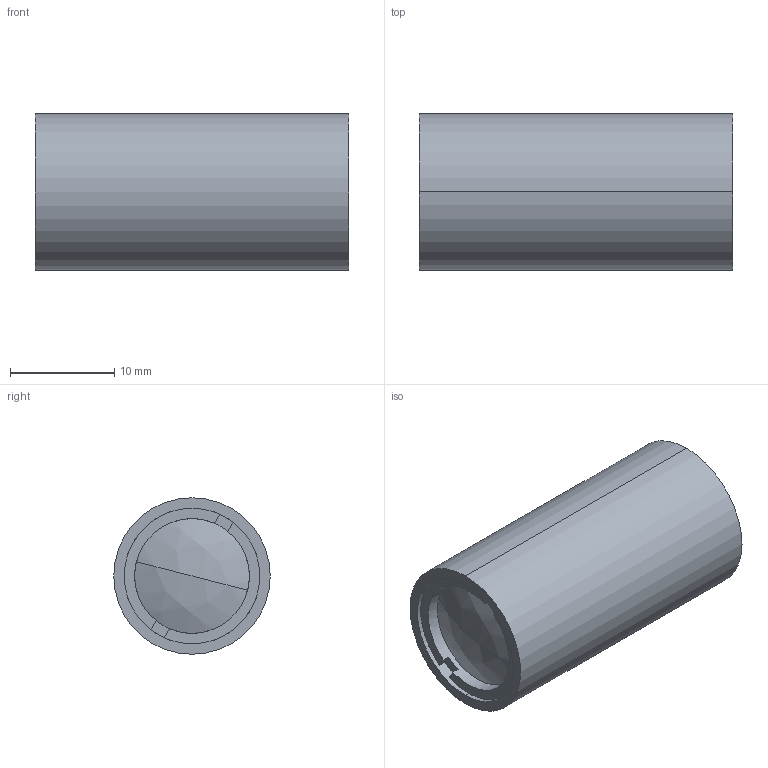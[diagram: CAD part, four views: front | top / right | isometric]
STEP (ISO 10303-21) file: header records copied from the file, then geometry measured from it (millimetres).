
FILE_DESCRIPTION (( 'STEP AP203' ), '1' );
FILE_NAME ('step_45762.step', '2014-11-12T16:20:01', ( '' ), ( '' ), 'SwSTEP 2.0', 'SolidWorks 2014', '' );
FILE_SCHEMA (( 'CONFIG_CONTROL_DESIGN' ));
Length unit declared in the file: millimetre
Products named in the file (1): step_45762
Bounding box: 30 x 15 x 15 mm (x, y, z)
Volume: 3669.1 mm3; surface area: 5095.9 mm2
Topology: 9 solids, 9 shells, 92 faces, 202 edges, 134 vertices
Faces by surface type: cylinder 38, plane 30, bspline 20, cone 4
Entity records: 2891 total; most frequent: CARTESIAN_POINT 729, DIRECTION 476, ORIENTED_EDGE 404, EDGE_CURVE 202, AXIS2_PLACEMENT_3D 201, VERTEX_POINT 134, CIRCLE 128, EDGE_LOOP 104
